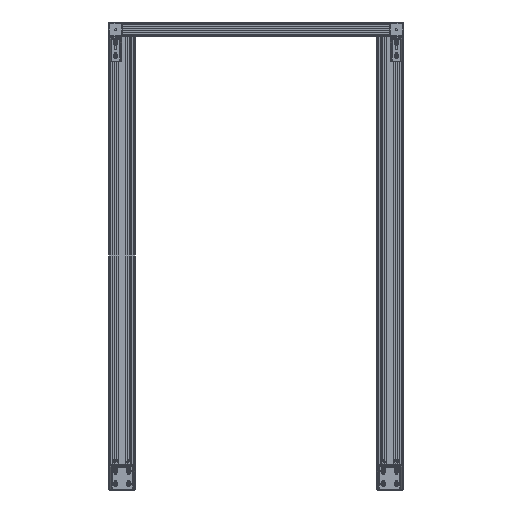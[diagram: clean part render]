
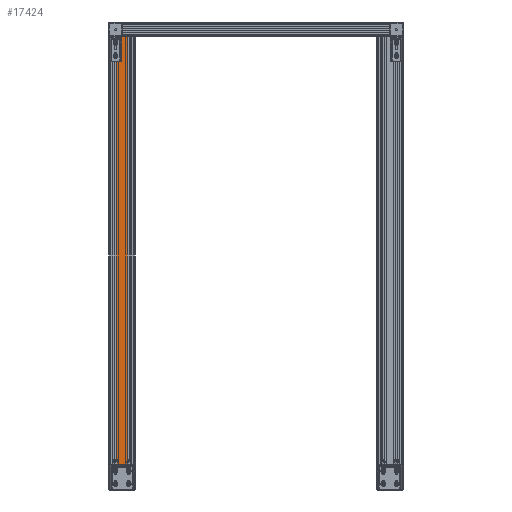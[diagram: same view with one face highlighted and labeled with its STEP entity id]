
A CAD part, front view. The second image highlights one B-rep face of the part: STEP entity #17424.
In plain terms, the highlighted face is planar.
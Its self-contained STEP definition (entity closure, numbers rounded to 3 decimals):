
#1786=FACE_OUTER_BOUND('',#2684,.T.);
#2684=EDGE_LOOP('',(#11910,#11911,#11912,#11913));
#3740=LINE('',#26232,#5414);
#3839=LINE('',#26507,#5513);
#3840=LINE('',#26510,#5514);
#3841=LINE('',#26511,#5515);
#5414=VECTOR('',#21006,10.);
#5513=VECTOR('',#21255,10.);
#5514=VECTOR('',#21258,10.);
#5515=VECTOR('',#21259,10.);
#7119=VERTEX_POINT('',#26229);
#7120=VERTEX_POINT('',#26231);
#7221=VERTEX_POINT('',#26505);
#7222=VERTEX_POINT('',#26509);
#8920=EDGE_CURVE('',#7120,#7119,#3740,.T.);
#9058=EDGE_CURVE('',#7119,#7221,#3839,.T.);
#9059=EDGE_CURVE('',#7221,#7222,#3840,.T.);
#9060=EDGE_CURVE('',#7120,#7222,#3841,.T.);
#11910=ORIENTED_EDGE('',*,*,#9059,.T.);
#11911=ORIENTED_EDGE('',*,*,#9060,.F.);
#11912=ORIENTED_EDGE('',*,*,#8920,.T.);
#11913=ORIENTED_EDGE('',*,*,#9058,.T.);
#16217=PLANE('',#18787);
#17424=ADVANCED_FACE('',(#1786),#16217,.T.);
#18787=AXIS2_PLACEMENT_3D('',#26508,#21256,#21257);
#21006=DIRECTION('',(0.,-1.,0.));
#21255=DIRECTION('',(0.,0.,1.));
#21256=DIRECTION('center_axis',(-1.,0.,0.));
#21257=DIRECTION('ref_axis',(0.,0.,1.));
#21258=DIRECTION('',(0.,1.,0.));
#21259=DIRECTION('',(0.,0.,1.));
#26229=CARTESIAN_POINT('',(-22.5,-18.1,-792.5));
#26231=CARTESIAN_POINT('',(-22.5,18.1,-792.5));
#26232=CARTESIAN_POINT('',(-22.5,18.1,-792.5));
#26505=CARTESIAN_POINT('',(-22.5,-18.1,792.5));
#26507=CARTESIAN_POINT('',(-22.5,-18.1,0.));
#26508=CARTESIAN_POINT('Origin',(-22.5,-18.1,0.));
#26509=CARTESIAN_POINT('',(-22.5,18.1,792.5));
#26510=CARTESIAN_POINT('',(-22.5,18.1,792.5));
#26511=CARTESIAN_POINT('',(-22.5,18.1,0.));
